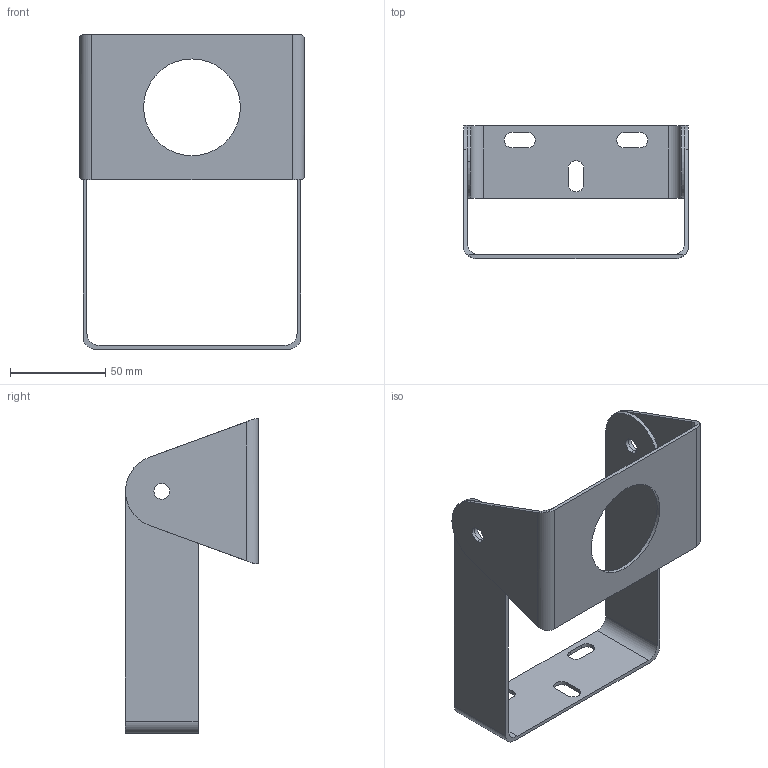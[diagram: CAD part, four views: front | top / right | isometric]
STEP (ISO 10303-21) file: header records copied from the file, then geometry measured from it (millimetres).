
FILE_DESCRIPTION (( 'STEP AP214' ), '1' );
FILE_NAME ('LM50-3S31.STEP', '2024-01-30T00:24:58', ( '' ), ( '' ), 'SwSTEP 2.0', 'SolidWorks 2021', '' );
FILE_SCHEMA (( 'AUTOMOTIVE_DESIGN' ));
Length unit declared in the file: inch
Products named in the file (1): LM50-3S31
Bounding box: 118.11 x 69.85 x 165.1 mm (x, y, z)
Volume: 55243.3 mm3; surface area: 58843.7 mm2
Topology: 2 solids, 2 shells, 57 faces, 155 edges, 102 vertices
Faces by surface type: cylinder 31, plane 26
Entity records: 1898 total; most frequent: CARTESIAN_POINT 339, DIRECTION 321, ORIENTED_EDGE 310, EDGE_CURVE 155, AXIS2_PLACEMENT_3D 116, VERTEX_POINT 102, LINE 89, VECTOR 89
